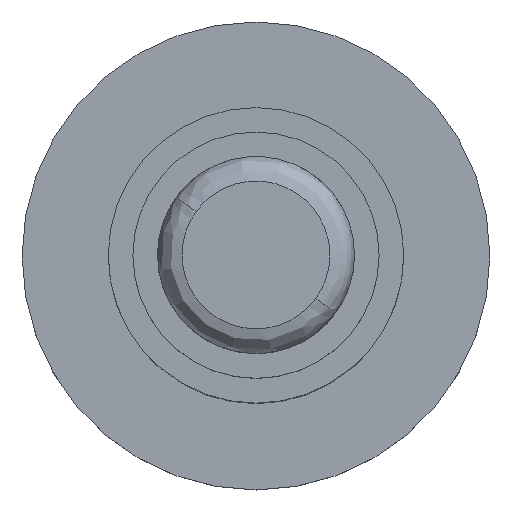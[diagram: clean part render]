
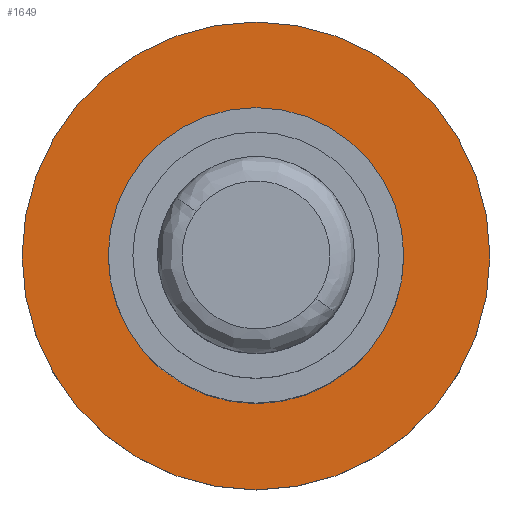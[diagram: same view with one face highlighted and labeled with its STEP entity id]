
A CAD part, top view. The second image highlights one B-rep face of the part: STEP entity #1649.
In plain terms, the highlighted planar face has unit normal (0, 0, 1).
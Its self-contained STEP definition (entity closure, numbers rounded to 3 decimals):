
#17 = EDGE_CURVE ( 'NONE', #793, #1850, #2567, .T. ) ;
#77 = CARTESIAN_POINT ( 'NONE',  ( -4.75, 0., 8.8 ) ) ;
#106 = CARTESIAN_POINT ( 'NONE',  ( -3., 0., 8.8 ) ) ;
#148 = EDGE_LOOP ( 'NONE', ( #2497, #998 ) ) ;
#160 = DIRECTION ( 'NONE',  ( 1., 0., 0. ) ) ;
#201 = DIRECTION ( 'NONE',  ( 1., 0., 0. ) ) ;
#206 = CARTESIAN_POINT ( 'NONE',  ( 0., 0., 8.8 ) ) ;
#349 = ORIENTED_EDGE ( 'NONE', *, *, #1751, .F. ) ;
#471 = AXIS2_PLACEMENT_3D ( 'NONE', #3028, #1590, #201 ) ;
#490 = CARTESIAN_POINT ( 'NONE',  ( 3., 0., 8.8 ) ) ;
#552 = FACE_BOUND ( 'NONE', #148, .T. ) ;
#620 = CARTESIAN_POINT ( 'NONE',  ( 0., 4.75, 8.8 ) ) ;
#755 = VERTEX_POINT ( 'NONE', #106 ) ;
#793 = VERTEX_POINT ( 'NONE', #77 ) ;
#820 = AXIS2_PLACEMENT_3D ( 'NONE', #2463, #2230, #160 ) ;
#998 = ORIENTED_EDGE ( 'NONE', *, *, #1342, .T. ) ;
#1008 = ORIENTED_EDGE ( 'NONE', *, *, #17, .F. ) ;
#1017 = CIRCLE ( 'NONE', #820, 3. ) ;
#1047 = CARTESIAN_POINT ( 'NONE',  ( 0., 0., 8.8 ) ) ;
#1106 = DIRECTION ( 'NONE',  ( 0., 0., -1. ) ) ;
#1182 = EDGE_LOOP ( 'NONE', ( #349, #1008 ) ) ;
#1212 = CIRCLE ( 'NONE', #2361, 3. ) ;
#1214 = AXIS2_PLACEMENT_3D ( 'NONE', #1047, #1407, #1642 ) ;
#1342 = EDGE_CURVE ( 'NONE', #755, #1870, #1017, .T. ) ;
#1395 = EDGE_CURVE ( 'NONE', #1870, #755, #1212, .T. ) ;
#1402 = DIRECTION ( 'NONE',  ( 1., 0., 0. ) ) ;
#1407 = DIRECTION ( 'NONE',  ( 0., 0., -1. ) ) ;
#1517 = CIRCLE ( 'NONE', #471, 4.75 ) ;
#1573 = DIRECTION ( 'NONE',  ( 1., 0., 0. ) ) ;
#1590 = DIRECTION ( 'NONE',  ( 0., 0., -1. ) ) ;
#1642 = DIRECTION ( 'NONE',  ( 1., 0., 0. ) ) ;
#1649 = ADVANCED_FACE ( 'NONE', ( #552, #2457 ), #2508, .T. ) ;
#1751 = EDGE_CURVE ( 'NONE', #1850, #793, #1517, .T. ) ;
#1850 = VERTEX_POINT ( 'NONE', #2848 ) ;
#1870 = VERTEX_POINT ( 'NONE', #490 ) ;
#2039 = DIRECTION ( 'NONE',  ( 0., 0., 1. ) ) ;
#2230 = DIRECTION ( 'NONE',  ( 0., 0., -1. ) ) ;
#2361 = AXIS2_PLACEMENT_3D ( 'NONE', #206, #1106, #1402 ) ;
#2457 = FACE_OUTER_BOUND ( 'NONE', #1182, .T. ) ;
#2463 = CARTESIAN_POINT ( 'NONE',  ( 0., 0., 8.8 ) ) ;
#2497 = ORIENTED_EDGE ( 'NONE', *, *, #1395, .T. ) ;
#2508 = PLANE ( 'NONE',  #2969 ) ;
#2567 = CIRCLE ( 'NONE', #1214, 4.75 ) ;
#2848 = CARTESIAN_POINT ( 'NONE',  ( 4.75, 0., 8.8 ) ) ;
#2969 = AXIS2_PLACEMENT_3D ( 'NONE', #620, #2039, #1573 ) ;
#3028 = CARTESIAN_POINT ( 'NONE',  ( 0., 0., 8.8 ) ) ;
